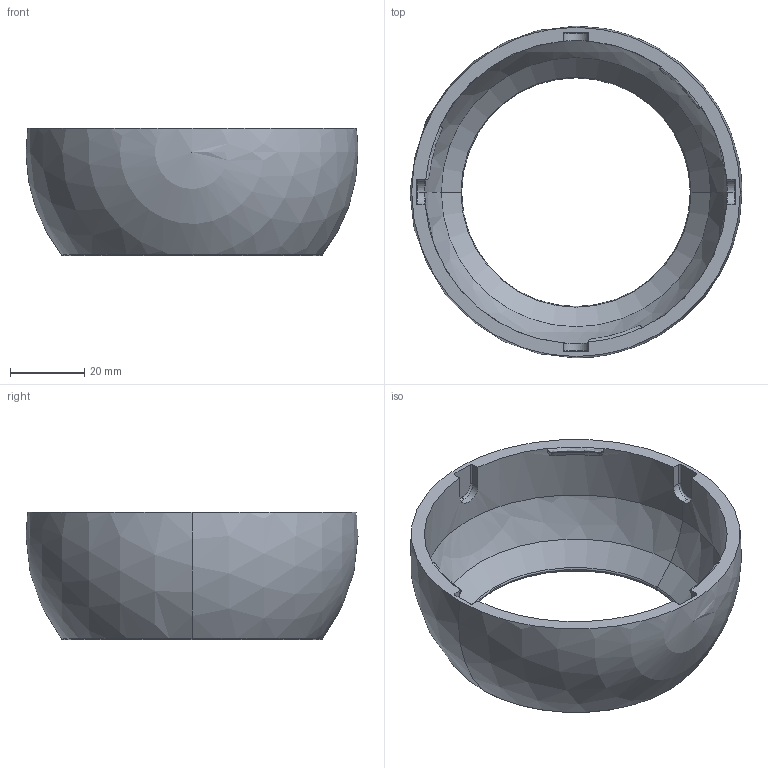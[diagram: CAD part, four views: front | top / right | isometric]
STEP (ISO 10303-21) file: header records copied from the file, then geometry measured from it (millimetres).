
FILE_DESCRIPTION (( 'STEP AP203' ), '1' );
FILE_NAME ('COVER.STEP', '2022-01-24T23:08:57', ( '' ), ( '' ), 'SwSTEP 2.0', 'SolidWorks 2018', '' );
FILE_SCHEMA (( 'CONFIG_CONTROL_DESIGN' ));
Length unit declared in the file: millimetre
Products named in the file (1): COVER
Bounding box: 89.62 x 89.63 x 34.29 mm (x, y, z)
Volume: 30489.3 mm3; surface area: 20568.9 mm2
Topology: 1 solids, 1 shells, 67 faces, 179 edges, 112 vertices
Faces by surface type: torus 18, plane 18, cylinder 16, bspline 6, cone 5, sphere 4
Entity records: 2429 total; most frequent: CARTESIAN_POINT 753, ORIENTED_EDGE 348, DIRECTION 330, EDGE_CURVE 174, AXIS2_PLACEMENT_3D 136, VERTEX_POINT 109, CIRCLE 74, EDGE_LOOP 69
